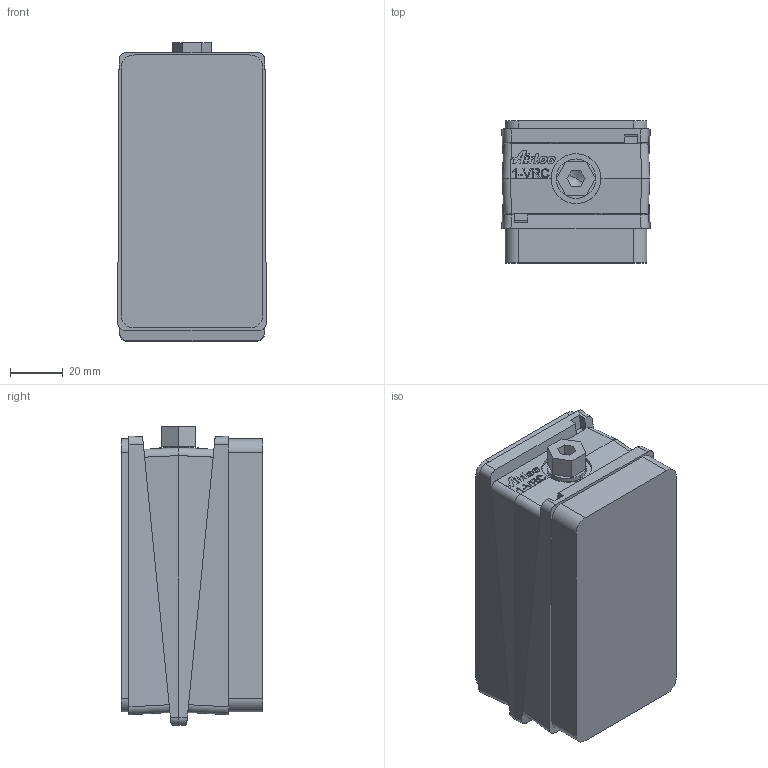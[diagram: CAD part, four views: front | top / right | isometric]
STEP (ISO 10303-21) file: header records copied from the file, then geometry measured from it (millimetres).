
FILE_DESCRIPTION (( 'STEP AP214' ), '1' );
FILE_NAME ('1-VRC-13-3.step', '2013-05-29T09:26:18', ( 'admin' ), ( '' ), 'SwSTEP 2.0', 'SolidWorks 2012', '' );
FILE_SCHEMA (( 'AUTOMOTIVE_DESIGN' ));
Length unit declared in the file: millimetre
Products named in the file (1): 1-VRC-13-3
Bounding box: 56.61 x 54 x 113.73 mm (x, y, z)
Volume: 307111.3 mm3; surface area: 31014.6 mm2
Topology: 2 solids, 2 shells, 228 faces, 590 edges, 385 vertices
Faces by surface type: plane 156, cylinder 40, bspline 28, cone 2, torus 2
Entity records: 10931 total; most frequent: CARTESIAN_POINT 3124, ORIENTED_EDGE 1176, DIRECTION 920, EDGE_CURVE 588, LINE 438, VECTOR 438, VERTEX_POINT 385, EDGE_LOOP 251
